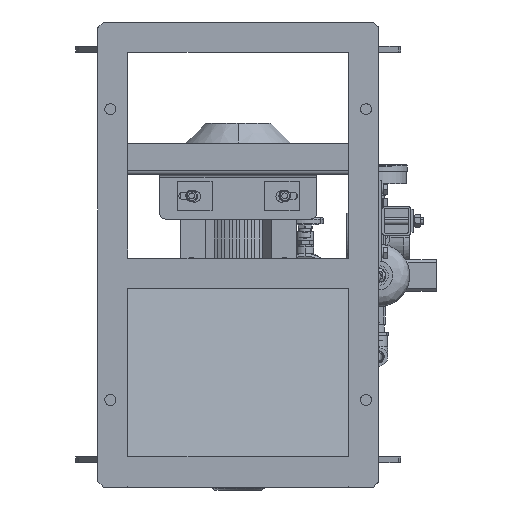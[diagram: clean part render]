
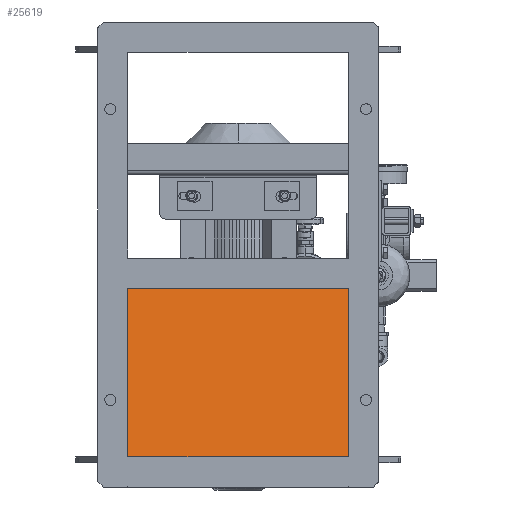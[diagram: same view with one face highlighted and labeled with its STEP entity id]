
A CAD part, front view. The second image highlights one B-rep face of the part: STEP entity #25619.
In plain terms, the highlighted planar face has unit normal (0, -0.982, 0.187).
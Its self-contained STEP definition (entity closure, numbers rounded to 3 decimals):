
#4778 = PLANE ( 'NONE',  #90950 ) ;
#4899 = CARTESIAN_POINT ( 'NONE',  ( 190., -228.965, 192. ) ) ;
#8684 = VECTOR ( 'NONE', #17151, 1000. ) ;
#14831 = ORIENTED_EDGE ( 'NONE', *, *, #96889, .T. ) ;
#16636 = CARTESIAN_POINT ( 'NONE',  ( -190., -228.965, 192. ) ) ;
#16762 = DIRECTION ( 'NONE',  ( 0., -0.187, -0.982 ) ) ;
#17151 = DIRECTION ( 'NONE',  ( -1., 0., 0. ) ) ;
#18893 = DIRECTION ( 'NONE',  ( 0., -0.187, -0.982 ) ) ;
#23881 = EDGE_LOOP ( 'NONE', ( #30785, #14831, #80889, #92239 ) ) ;
#24635 = CARTESIAN_POINT ( 'NONE',  ( -190., -283.965, -97.437 ) ) ;
#25619 = ADVANCED_FACE ( 'NONE', ( #49306 ), #4778, .F. ) ;
#30072 = LINE ( 'NONE', #72431, #99149 ) ;
#30785 = ORIENTED_EDGE ( 'NONE', *, *, #109973, .T. ) ;
#31841 = VERTEX_POINT ( 'NONE', #4899 ) ;
#34204 = CARTESIAN_POINT ( 'NONE',  ( 190., -228.965, 192. ) ) ;
#35418 = LINE ( 'NONE', #71089, #8684 ) ;
#46075 = LINE ( 'NONE', #34204, #91205 ) ;
#49306 = FACE_OUTER_BOUND ( 'NONE', #23881, .T. ) ;
#52335 = DIRECTION ( 'NONE',  ( -1., 0., 0. ) ) ;
#55673 = VECTOR ( 'NONE', #16762, 1000. ) ;
#56861 = VERTEX_POINT ( 'NONE', #16636 ) ;
#58380 = DIRECTION ( 'NONE',  ( 0., 0.187, 0.982 ) ) ;
#58763 = DIRECTION ( 'NONE',  ( 0., 0.982, -0.187 ) ) ;
#67903 = CARTESIAN_POINT ( 'NONE',  ( 190., -283.965, -97.437 ) ) ;
#71089 = CARTESIAN_POINT ( 'NONE',  ( 190., -283.965, -97.437 ) ) ;
#72431 = CARTESIAN_POINT ( 'NONE',  ( 190., -283.965, -97.437 ) ) ;
#80889 = ORIENTED_EDGE ( 'NONE', *, *, #88759, .F. ) ;
#81622 = CARTESIAN_POINT ( 'NONE',  ( -190., -283.965, -97.437 ) ) ;
#84720 = CARTESIAN_POINT ( 'NONE',  ( 190., -283.965, -97.437 ) ) ;
#88759 = EDGE_CURVE ( 'NONE', #104390, #107739, #35418, .T. ) ;
#90950 = AXIS2_PLACEMENT_3D ( 'NONE', #84720, #58763, #58380 ) ;
#91205 = VECTOR ( 'NONE', #52335, 1000. ) ;
#92239 = ORIENTED_EDGE ( 'NONE', *, *, #94887, .F. ) ;
#94887 = EDGE_CURVE ( 'NONE', #31841, #104390, #30072, .T. ) ;
#96889 = EDGE_CURVE ( 'NONE', #56861, #107739, #99605, .T. ) ;
#99149 = VECTOR ( 'NONE', #18893, 1000. ) ;
#99605 = LINE ( 'NONE', #24635, #55673 ) ;
#104390 = VERTEX_POINT ( 'NONE', #67903 ) ;
#107739 = VERTEX_POINT ( 'NONE', #81622 ) ;
#109973 = EDGE_CURVE ( 'NONE', #31841, #56861, #46075, .T. ) ;
